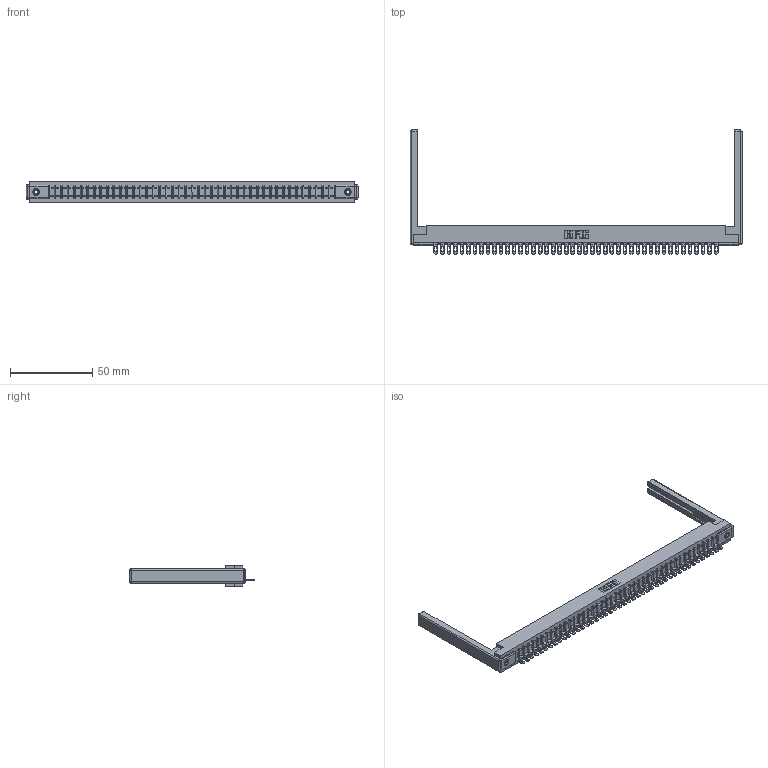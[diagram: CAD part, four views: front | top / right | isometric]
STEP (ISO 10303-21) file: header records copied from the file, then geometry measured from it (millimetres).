
FILE_DESCRIPTION (( 'STEP AP203' ), '1' );
FILE_NAME ('357-044-401-168.STEP', '2020-10-03T15:43:25', ( '' ), ( '' ), 'SwSTEP 2.0', 'SolidWorks 2020', '' );
FILE_SCHEMA (( 'CONFIG_CONTROL_DESIGN' ));
Length unit declared in the file: inch
Products named in the file (5): 357-044-401-168; 307 Part_.156 Dia Mounting Holes; 345-250-001_345-250-001-102; 307-220-068; 307-290-002_501
Assembly tree (49 placements, depth 2):
  357-044-401-168
    307 Part_.156 Dia Mounting Holes
    307-290-002_501  x44
    307-220-068  x2
    345-250-001_345-250-001-102  x2
Bounding box: 201.78 x 75.39 x 12.7 mm (x, y, z)
Volume: 26023.6 mm3; surface area: 31518.8 mm2
Topology: 49 solids, 49 shells, 3661 faces, 11185 edges, 7314 vertices
Faces by surface type: plane 2094, cylinder 1453, sphere 98, cone 12, torus 4
Entity records: 41027 total; most frequent: CARTESIAN_POINT 6885, ORIENTED_EDGE 6864, DIRECTION 6710, EDGE_CURVE 3432, LINE 2624, VECTOR 2624, VERTEX_POINT 2218, AXIS2_PLACEMENT_3D 2043
